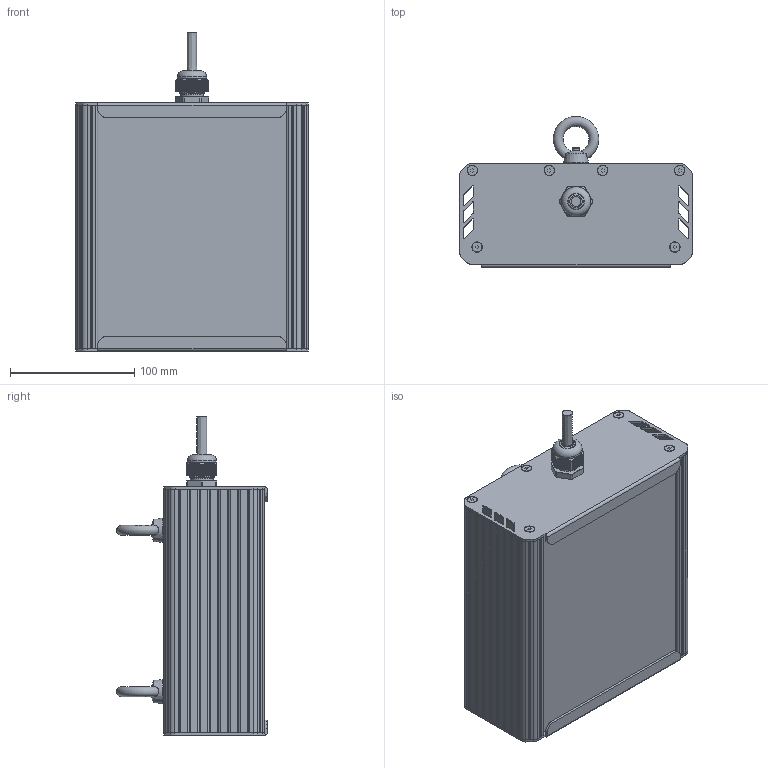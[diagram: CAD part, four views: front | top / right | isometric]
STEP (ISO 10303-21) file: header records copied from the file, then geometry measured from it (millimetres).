
FILE_DESCRIPTION(('STEP AP242'), '1');
FILE_NAME('001.0079.55.000 - ÃÑÏ-Ýêñòðà-Îïòèê-10', '2023-11-02T02:02:58', ('Ëóêîíèí'), ('ÎÊÁ Ñâîé Ñòèëü'), 'C3D Converter', 'C3D Toolkit', '');
FILE_SCHEMA(('AP242_MANAGED_MODEL_BASED_3D_ENGINEERING_MIM_LF { 1 0 10303 442 1 1 4 }'));
Length unit declared in the file: millimetre
Products named in the file (26): 001.0079.55.000; 001.0065.02.000
Assembly tree (48 placements, depth 4):
  001.0079.55.000
    (unnamed)
      (unnamed)
      (unnamed)
      (unnamed)
      (unnamed)  x6
      (unnamed)  x6
      (unnamed)
      (unnamed)
      (unnamed)
      (unnamed)
        (unnamed)
      (unnamed)
        (unnamed)
        (unnamed)
        (unnamed)  x13
        (unnamed)
        (unnamed)
        (unnamed)
        (unnamed)
        (unnamed)
        (unnamed)
        (unnamed)
    001.0065.02.000  x2
      (unnamed)
      (unnamed)
Bounding box: 187.37 x 121.62 x 256.43 mm (x, y, z)
Volume: 649691.6 mm3; surface area: 497273.9 mm2
Topology: 57 solids, 57 shells, 1778 faces, 4996 edges, 3392 vertices
Faces by surface type: plane 1059, cylinder 572, cone 112, bspline 21, torus 13, sphere 1
Full cylindrical faces by diameter (mm): 1 x1, 2 x2, 2.5 x4, 2.8 x25, 3.2 x1, 3.5 x6, 4 x12, 6 x2, 8 x12, 9 x13, 12 x1, 12.5 x1, 16 x1, 18.5 x3, 20 x1, 23.5 x1
Entity records: 100871 total; most frequent: CARTESIAN_POINT 44628, ORIENTED_EDGE 8940, DIRECTION 8074, EDGE_CURVE 4470, VERTEX_POINT 3098, LINE 2696, VECTOR 2696, AXIS2_PLACEMENT_3D 2689
